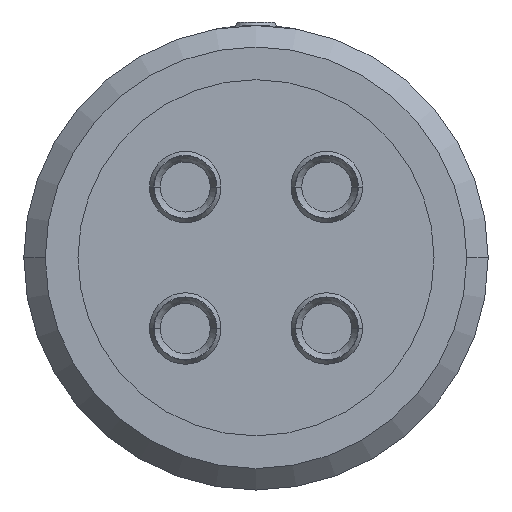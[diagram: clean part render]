
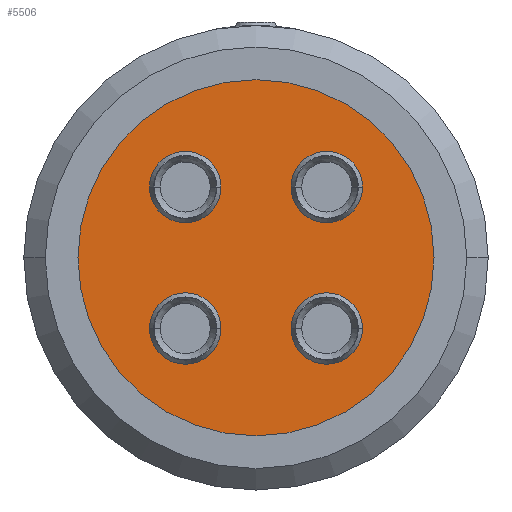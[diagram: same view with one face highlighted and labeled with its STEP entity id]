
A CAD part, front view. The second image highlights one B-rep face of the part: STEP entity #5506.
In plain terms, the highlighted planar face has unit normal (0, -1, 0).
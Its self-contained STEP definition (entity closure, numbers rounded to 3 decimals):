
#219 = EDGE_CURVE ( 'Defeature ausgef�hrt1_27+Defeature ausgef�hrt1_7+Defeature ausgef�hrt1_7+Defeature ausgef�hrt1_7', #450, #5495, #710, .T. ) ;
#335 = DIRECTION ( 'NONE',  ( 1., 0., 0. ) ) ;
#375 = EDGE_CURVE ( 'Defeature ausgef�hrt1_15+Defeature ausgef�hrt1_7+Defeature ausgef�hrt1_7+Defeature ausgef�hrt1_7', #2452, #5025, #1524, .T. ) ;
#398 = AXIS2_PLACEMENT_3D ( 'NONE', #5395, #2612, #4013 ) ;
#450 = VERTEX_POINT ( 'NONE', #4766 ) ;
#467 = CIRCLE ( 'NONE', #2317, 0.5 ) ;
#480 = CARTESIAN_POINT ( 'NONE',  ( -0.99, -12., -0.99 ) ) ;
#539 = CARTESIAN_POINT ( 'NONE',  ( -0.49, -12., -0.99 ) ) ;
#560 = FACE_BOUND ( 'NONE', #1473, .T. ) ;
#572 = CIRCLE ( 'NONE', #5469, 0.5 ) ;
#641 = EDGE_CURVE ( 'Defeature ausgef�hrt1_21+Defeature ausgef�hrt1_7+Defeature ausgef�hrt1_7+Defeature ausgef�hrt1_7', #2805, #4225, #1670, .T. ) ;
#651 = CARTESIAN_POINT ( 'NONE',  ( 0.49, -12., 0.99 ) ) ;
#659 = EDGE_CURVE ( 'Defeature ausgef�hrt1_18+Defeature ausgef�hrt1_7+Defeature ausgef�hrt1_7+Defeature ausgef�hrt1_7', #2014, #6178, #4947, .T. ) ;
#690 = CARTESIAN_POINT ( 'NONE',  ( 0.99, -12., -0.99 ) ) ;
#703 = AXIS2_PLACEMENT_3D ( 'NONE', #4566, #1721, #5044 ) ;
#710 = CIRCLE ( 'NONE', #2523, 0.5 ) ;
#752 = DIRECTION ( 'NONE',  ( 1., 0., 0. ) ) ;
#1080 = ORIENTED_EDGE ( 'NONE', *, *, #2381, .F. ) ;
#1083 = EDGE_LOOP ( 'NONE', ( #2505, #3201 ) ) ;
#1154 = DIRECTION ( 'NONE',  ( 1., 0., 0. ) ) ;
#1181 = CARTESIAN_POINT ( 'NONE',  ( 0.49, -12., -0.99 ) ) ;
#1283 = CIRCLE ( 'NONE', #703, 0.5 ) ;
#1338 = CARTESIAN_POINT ( 'NONE',  ( 0.99, -12., 0.99 ) ) ;
#1440 = CIRCLE ( 'NONE', #5545, 0.5 ) ;
#1473 = EDGE_LOOP ( 'NONE', ( #3857, #4761 ) ) ;
#1524 = CIRCLE ( 'NONE', #2828, 2.492 ) ;
#1562 = DIRECTION ( 'NONE',  ( 0., -1., 0. ) ) ;
#1611 = DIRECTION ( 'NONE',  ( 0., -1., 0. ) ) ;
#1658 = FACE_BOUND ( 'NONE', #1083, .T. ) ;
#1666 = EDGE_CURVE ( 'Defeature ausgef�hrt1_21+Defeature ausgef�hrt1_7+Defeature ausgef�hrt1_7+Defeature ausgef�hrt1_7', #4225, #2805, #1889, .T. ) ;
#1670 = CIRCLE ( 'NONE', #5617, 0.5 ) ;
#1721 = DIRECTION ( 'NONE',  ( 0., -1., 0. ) ) ;
#1729 = DIRECTION ( 'NONE',  ( 0., -1., 0. ) ) ;
#1831 = DIRECTION ( 'NONE',  ( 0., 1., 0. ) ) ;
#1841 = CARTESIAN_POINT ( 'NONE',  ( 2.492, -12., 0. ) ) ;
#1889 = CIRCLE ( 'NONE', #4186, 0.5 ) ;
#2014 = VERTEX_POINT ( 'NONE', #4887 ) ;
#2029 = ORIENTED_EDGE ( 'NONE', *, *, #3540, .F. ) ;
#2175 = FACE_BOUND ( 'NONE', #5213, .T. ) ;
#2189 = CARTESIAN_POINT ( 'NONE',  ( -0.99, -12., -0.99 ) ) ;
#2317 = AXIS2_PLACEMENT_3D ( 'NONE', #3900, #1562, #2886 ) ;
#2335 = CARTESIAN_POINT ( 'NONE',  ( -1.49, -12., 0.99 ) ) ;
#2340 = ORIENTED_EDGE ( 'NONE', *, *, #4202, .F. ) ;
#2381 = EDGE_CURVE ( 'Defeature ausgef�hrt1_24+Defeature ausgef�hrt1_7+Defeature ausgef�hrt1_7+Defeature ausgef�hrt1_7', #3488, #3830, #467, .T. ) ;
#2452 = VERTEX_POINT ( 'NONE', #4314 ) ;
#2475 = FACE_BOUND ( 'NONE', #3182, .T. ) ;
#2505 = ORIENTED_EDGE ( 'NONE', *, *, #1666, .F. ) ;
#2523 = AXIS2_PLACEMENT_3D ( 'NONE', #480, #3346, #3836 ) ;
#2573 = DIRECTION ( 'NONE',  ( 0., -1., 0. ) ) ;
#2612 = DIRECTION ( 'NONE',  ( 0., -1., 0. ) ) ;
#2805 = VERTEX_POINT ( 'NONE', #4126 ) ;
#2828 = AXIS2_PLACEMENT_3D ( 'NONE', #4145, #1831, #335 ) ;
#2840 = ORIENTED_EDGE ( 'NONE', *, *, #5655, .F. ) ;
#2886 = DIRECTION ( 'NONE',  ( 1., 0., 0. ) ) ;
#2979 = CARTESIAN_POINT ( 'NONE',  ( 0., -12., 0. ) ) ;
#3005 = DIRECTION ( 'NONE',  ( 0., 0., 1. ) ) ;
#3182 = EDGE_LOOP ( 'NONE', ( #5897, #2840 ) ) ;
#3183 = EDGE_CURVE ( 'Defeature ausgef�hrt1_27+Defeature ausgef�hrt1_7+Defeature ausgef�hrt1_7+Defeature ausgef�hrt1_7', #5495, #450, #572, .T. ) ;
#3201 = ORIENTED_EDGE ( 'NONE', *, *, #641, .F. ) ;
#3346 = DIRECTION ( 'NONE',  ( 0., -1., 0. ) ) ;
#3488 = VERTEX_POINT ( 'NONE', #5284 ) ;
#3540 = EDGE_CURVE ( 'Defeature ausgef�hrt1_15+Defeature ausgef�hrt1_7+Defeature ausgef�hrt1_7+Defeature ausgef�hrt1_7', #5025, #2452, #4568, .T. ) ;
#3657 = DIRECTION ( 'NONE',  ( 1., 0., 0. ) ) ;
#3830 = VERTEX_POINT ( 'NONE', #1181 ) ;
#3836 = DIRECTION ( 'NONE',  ( 1., 0., 0. ) ) ;
#3857 = ORIENTED_EDGE ( 'NONE', *, *, #3183, .F. ) ;
#3900 = CARTESIAN_POINT ( 'NONE',  ( 0.99, -12., -0.99 ) ) ;
#3916 = CARTESIAN_POINT ( 'NONE',  ( 0., -12., 0. ) ) ;
#3970 = EDGE_LOOP ( 'NONE', ( #2029, #4521 ) ) ;
#4013 = DIRECTION ( 'NONE',  ( 1., 0., 0. ) ) ;
#4126 = CARTESIAN_POINT ( 'NONE',  ( 1.49, -12., 0.99 ) ) ;
#4145 = CARTESIAN_POINT ( 'NONE',  ( 0., -12., 0. ) ) ;
#4186 = AXIS2_PLACEMENT_3D ( 'NONE', #1338, #1729, #3657 ) ;
#4190 = FACE_OUTER_BOUND ( 'NONE', #3970, .T. ) ;
#4202 = EDGE_CURVE ( 'Defeature ausgef�hrt1_24+Defeature ausgef�hrt1_7+Defeature ausgef�hrt1_7+Defeature ausgef�hrt1_7', #3830, #3488, #1440, .T. ) ;
#4225 = VERTEX_POINT ( 'NONE', #651 ) ;
#4314 = CARTESIAN_POINT ( 'NONE',  ( -2.492, -12., 0. ) ) ;
#4387 = PLANE ( 'NONE',  #6134 ) ;
#4521 = ORIENTED_EDGE ( 'NONE', *, *, #375, .F. ) ;
#4566 = CARTESIAN_POINT ( 'NONE',  ( -0.99, -12., 0.99 ) ) ;
#4568 = CIRCLE ( 'NONE', #5267, 2.492 ) ;
#4761 = ORIENTED_EDGE ( 'NONE', *, *, #219, .F. ) ;
#4766 = CARTESIAN_POINT ( 'NONE',  ( -1.49, -12., -0.99 ) ) ;
#4864 = DIRECTION ( 'NONE',  ( 0., 1., 0. ) ) ;
#4887 = CARTESIAN_POINT ( 'NONE',  ( -0.49, -12., 0.99 ) ) ;
#4931 = DIRECTION ( 'NONE',  ( 1., 0., 0. ) ) ;
#4947 = CIRCLE ( 'NONE', #398, 0.5 ) ;
#5025 = VERTEX_POINT ( 'NONE', #1841 ) ;
#5044 = DIRECTION ( 'NONE',  ( 1., 0., 0. ) ) ;
#5213 = EDGE_LOOP ( 'NONE', ( #2340, #1080 ) ) ;
#5219 = DIRECTION ( 'NONE',  ( 0., 1., 0. ) ) ;
#5267 = AXIS2_PLACEMENT_3D ( 'NONE', #2979, #4864, #5390 ) ;
#5284 = CARTESIAN_POINT ( 'NONE',  ( 1.49, -12., -0.99 ) ) ;
#5390 = DIRECTION ( 'NONE',  ( 1., 0., 0. ) ) ;
#5395 = CARTESIAN_POINT ( 'NONE',  ( -0.99, -12., 0.99 ) ) ;
#5469 = AXIS2_PLACEMENT_3D ( 'NONE', #2189, #6051, #752 ) ;
#5495 = VERTEX_POINT ( 'NONE', #539 ) ;
#5506 = ADVANCED_FACE ( 'Defeature ausgef�hrt1_7', ( #560, #2175, #1658, #2475, #4190 ), #4387, .F. ) ;
#5545 = AXIS2_PLACEMENT_3D ( 'NONE', #690, #2573, #1154 ) ;
#5617 = AXIS2_PLACEMENT_3D ( 'NONE', #5896, #1611, #4931 ) ;
#5655 = EDGE_CURVE ( 'Defeature ausgef�hrt1_18+Defeature ausgef�hrt1_7+Defeature ausgef�hrt1_7+Defeature ausgef�hrt1_7', #6178, #2014, #1283, .T. ) ;
#5896 = CARTESIAN_POINT ( 'NONE',  ( 0.99, -12., 0.99 ) ) ;
#5897 = ORIENTED_EDGE ( 'NONE', *, *, #659, .F. ) ;
#6051 = DIRECTION ( 'NONE',  ( 0., -1., 0. ) ) ;
#6134 = AXIS2_PLACEMENT_3D ( 'NONE', #3916, #5219, #3005 ) ;
#6178 = VERTEX_POINT ( 'NONE', #2335 ) ;
